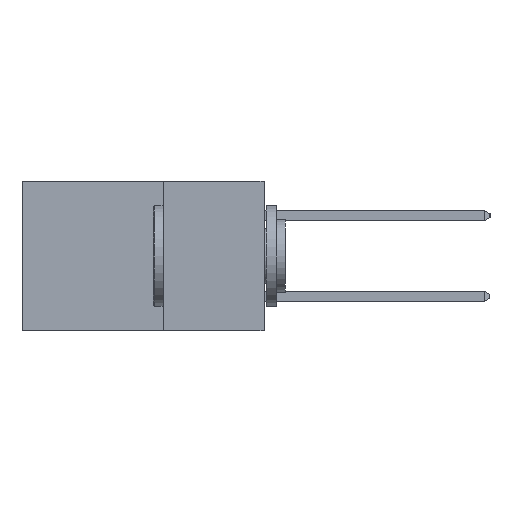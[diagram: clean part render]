
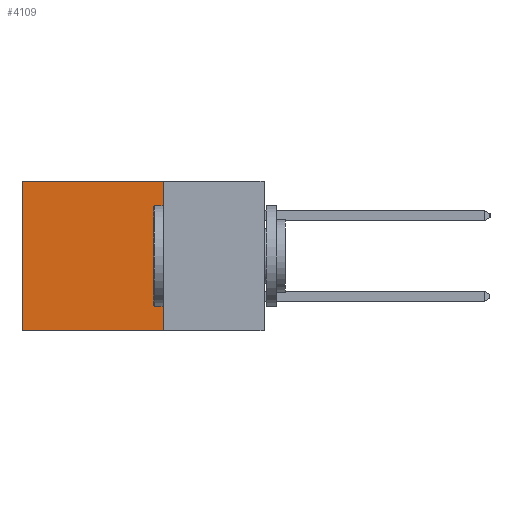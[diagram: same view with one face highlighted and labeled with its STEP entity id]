
A CAD part, left-side view. The second image highlights one B-rep face of the part: STEP entity #4109.
In plain terms, the highlighted planar face has unit normal (-1, 0, 0).
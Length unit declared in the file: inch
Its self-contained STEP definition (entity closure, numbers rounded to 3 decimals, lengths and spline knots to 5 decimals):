
#312 = EDGE_LOOP ( 'NONE', ( #16953, #8740, #5619, #980 ) ) ;
#315 = DIRECTION ( 'NONE',  ( 0., 1., 0. ) ) ;
#550 = PLANE ( 'NONE',  #3770 ) ;
#980 = ORIENTED_EDGE ( 'NONE', *, *, #13520, .T. ) ;
#1681 = VECTOR ( 'NONE', #18351, 39.37008 ) ;
#1813 = LINE ( 'NONE', #3284, #14495 ) ;
#2625 = VERTEX_POINT ( 'NONE', #10336 ) ;
#2677 = LINE ( 'NONE', #6777, #2938 ) ;
#2938 = VECTOR ( 'NONE', #12404, 39.37008 ) ;
#3284 = CARTESIAN_POINT ( 'NONE',  ( 0.2615, 0.25, -0.37 ) ) ;
#3770 = AXIS2_PLACEMENT_3D ( 'NONE', #17852, #9517, #8105 ) ;
#4109 = ADVANCED_FACE ( 'NONE', ( #16163 ), #550, .F. ) ;
#5407 = LINE ( 'NONE', #12357, #13279 ) ;
#5619 = ORIENTED_EDGE ( 'NONE', *, *, #6963, .F. ) ;
#6777 = CARTESIAN_POINT ( 'NONE',  ( 0.2615, 0.25, -0.37 ) ) ;
#6963 = EDGE_CURVE ( 'NONE', #2625, #12206, #2677, .T. ) ;
#7044 = VERTEX_POINT ( 'NONE', #15487 ) ;
#7923 = EDGE_CURVE ( 'NONE', #17010, #7044, #5407, .T. ) ;
#8105 = DIRECTION ( 'NONE',  ( 0., 0., -1. ) ) ;
#8740 = ORIENTED_EDGE ( 'NONE', *, *, #10305, .F. ) ;
#9343 = DIRECTION ( 'NONE',  ( 0., 0., -1. ) ) ;
#9517 = DIRECTION ( 'NONE',  ( 1., 0., 0. ) ) ;
#10305 = EDGE_CURVE ( 'NONE', #12206, #7044, #1813, .T. ) ;
#10336 = CARTESIAN_POINT ( 'NONE',  ( 0.2615, 0.25, 0. ) ) ;
#12206 = VERTEX_POINT ( 'NONE', #17410 ) ;
#12357 = CARTESIAN_POINT ( 'NONE',  ( 0.2615, 0.6, -0.37 ) ) ;
#12404 = DIRECTION ( 'NONE',  ( 0., 0., -1. ) ) ;
#13279 = VECTOR ( 'NONE', #9343, 39.37008 ) ;
#13520 = EDGE_CURVE ( 'NONE', #2625, #17010, #16672, .T. ) ;
#13974 = CARTESIAN_POINT ( 'NONE',  ( 0.2615, 0.25, 0. ) ) ;
#14495 = VECTOR ( 'NONE', #315, 39.37008 ) ;
#15487 = CARTESIAN_POINT ( 'NONE',  ( 0.2615, 0.6, -0.37 ) ) ;
#16163 = FACE_OUTER_BOUND ( 'NONE', #312, .T. ) ;
#16672 = LINE ( 'NONE', #13974, #1681 ) ;
#16953 = ORIENTED_EDGE ( 'NONE', *, *, #7923, .T. ) ;
#17010 = VERTEX_POINT ( 'NONE', #18045 ) ;
#17410 = CARTESIAN_POINT ( 'NONE',  ( 0.2615, 0.25, -0.37 ) ) ;
#17852 = CARTESIAN_POINT ( 'NONE',  ( 0.2615, 0.25, -0.37 ) ) ;
#18045 = CARTESIAN_POINT ( 'NONE',  ( 0.2615, 0.6, 0. ) ) ;
#18351 = DIRECTION ( 'NONE',  ( 0., 1., 0. ) ) ;
